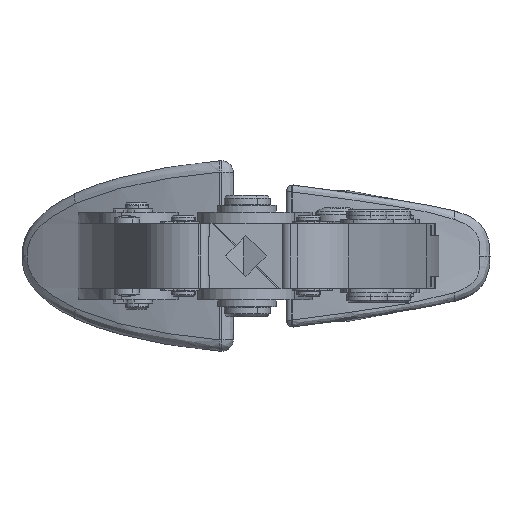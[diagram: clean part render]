
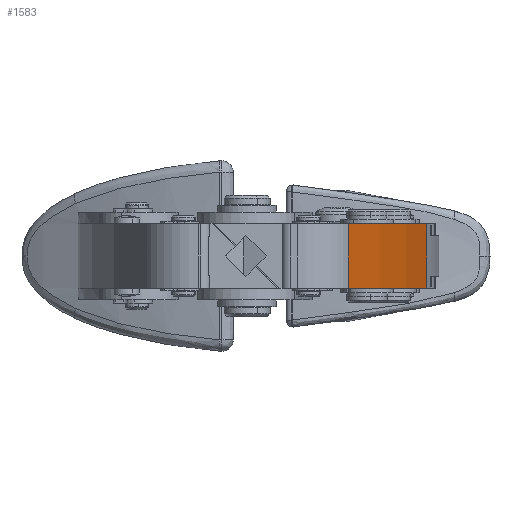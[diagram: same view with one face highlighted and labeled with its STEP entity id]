
A CAD part, left-side view. The second image highlights one B-rep face of the part: STEP entity #1583.
In plain terms, the highlighted cylindrical face has radius 136.613 mm (diameter 273.227 mm), a partial arc.
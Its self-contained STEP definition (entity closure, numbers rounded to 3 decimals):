
#968=AXIS2_PLACEMENT_3D('Circle Axis2P3D',#966,#967,$) ;
#1563=AXIS2_PLACEMENT_3D('Cylinder Axis2P3D',#1560,#1561,#1562) ;
#1574=AXIS2_PLACEMENT_3D('Circle Axis2P3D',#1572,#1573,$) ;
#963=CARTESIAN_POINT('Vertex',(5.017,24.571,22.06)) ;
#966=CARTESIAN_POINT('Axis2P3D Location',(73.085,143.02,22.06)) ;
#970=CARTESIAN_POINT('Vertex',(38.26,10.92,22.06)) ;
#1529=CARTESIAN_POINT('Line Origine',(38.26,10.92,16.51)) ;
#1533=CARTESIAN_POINT('Vertex',(38.26,10.92,10.96)) ;
#1560=CARTESIAN_POINT('Axis2P3D Location',(73.085,143.02,21.06)) ;
#1565=CARTESIAN_POINT('Line Origine',(5.017,24.571,21.06)) ;
#1569=CARTESIAN_POINT('Vertex',(5.017,24.571,10.96)) ;
#1572=CARTESIAN_POINT('Axis2P3D Location',(73.085,143.02,10.96)) ;
#967=DIRECTION('Axis2P3D Direction',(0.,0.,-1.)) ;
#1530=DIRECTION('Vector Direction',(0.,0.,1.)) ;
#1561=DIRECTION('Axis2P3D Direction',(0.,0.,-1.)) ;
#1562=DIRECTION('Axis2P3D XDirection',(-0.239,-0.971,0.)) ;
#1566=DIRECTION('Vector Direction',(0.,0.,-1.)) ;
#1573=DIRECTION('Axis2P3D Direction',(0.,0.,-1.)) ;
#1531=VECTOR('Line Direction',#1530,1.) ;
#1567=VECTOR('Line Direction',#1566,1.) ;
#1578=ORIENTED_EDGE('',*,*,#1535,.F.) ;
#1579=ORIENTED_EDGE('',*,*,#972,.T.) ;
#1580=ORIENTED_EDGE('',*,*,#1571,.T.) ;
#1581=ORIENTED_EDGE('',*,*,#1576,.F.) ;
#1583=ADVANCED_FACE('Hauptk\X2\00F6\X0\rper',(#1582),#1564,.T.) ;
#969=CIRCLE('generated circle',#968,136.614) ;
#1575=CIRCLE('generated circle',#1574,136.614) ;
#1564=CYLINDRICAL_SURFACE('generated cylinder',#1563,136.614) ;
#972=EDGE_CURVE('',#971,#964,#969,.T.) ;
#1535=EDGE_CURVE('',#971,#1534,#1532,.F.) ;
#1571=EDGE_CURVE('',#964,#1570,#1568,.T.) ;
#1576=EDGE_CURVE('',#1534,#1570,#1575,.T.) ;
#1577=EDGE_LOOP('',(#1578,#1579,#1580,#1581)) ;
#1582=FACE_OUTER_BOUND('',#1577,.T.) ;
#1532=LINE('Line',#1529,#1531) ;
#1568=LINE('Line',#1565,#1567) ;
#964=VERTEX_POINT('',#963) ;
#971=VERTEX_POINT('',#970) ;
#1534=VERTEX_POINT('',#1533) ;
#1570=VERTEX_POINT('',#1569) ;
